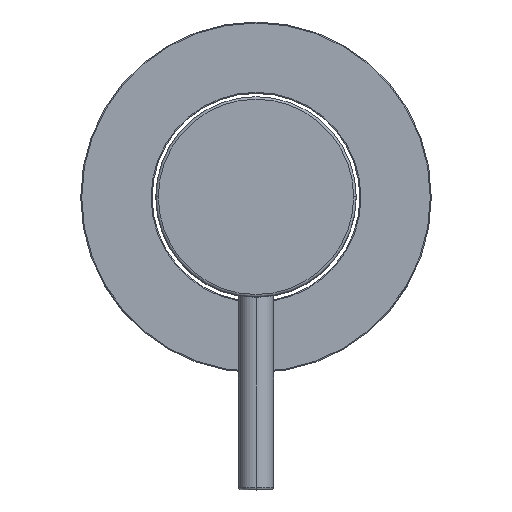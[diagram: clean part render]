
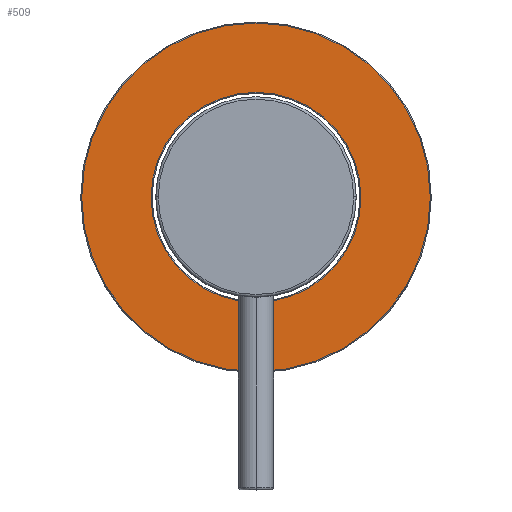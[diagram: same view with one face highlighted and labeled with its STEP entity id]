
A CAD part, top view. The second image highlights one B-rep face of the part: STEP entity #509.
In plain terms, the highlighted face is planar.
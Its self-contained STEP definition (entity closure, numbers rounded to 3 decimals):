
#12 = DIRECTION ( 'NONE',  ( 0., 0., -1. ) ) ;
#31 = CIRCLE ( 'NONE', #884, 20.95 ) ;
#74 = CIRCLE ( 'NONE', #3261, 34.8 ) ;
#123 = AXIS2_PLACEMENT_3D ( 'NONE', #3606, #2042, #1147 ) ;
#370 = VERTEX_POINT ( 'NONE', #3011 ) ;
#371 = EDGE_CURVE ( 'NONE', #370, #2520, #2383, .T. ) ;
#509 = ADVANCED_FACE ( 'NONE', ( #3710, #3425 ), #3076, .F. ) ;
#695 = DIRECTION ( 'NONE',  ( 1., 0., 0. ) ) ;
#788 = DIRECTION ( 'NONE',  ( 0., 0., -1. ) ) ;
#884 = AXIS2_PLACEMENT_3D ( 'NONE', #3953, #2743, #2972 ) ;
#1147 = DIRECTION ( 'NONE',  ( 1., 0., 0. ) ) ;
#1193 = EDGE_CURVE ( 'NONE', #2546, #2689, #3900, .T. ) ;
#1316 = CARTESIAN_POINT ( 'NONE',  ( 0., 0., 0. ) ) ;
#1409 = EDGE_CURVE ( 'NONE', #2689, #2546, #74, .T. ) ;
#1574 = DIRECTION ( 'NONE',  ( 1., 0., 0. ) ) ;
#1579 = CARTESIAN_POINT ( 'NONE',  ( 34.8, 0., 0. ) ) ;
#1904 = DIRECTION ( 'NONE',  ( 0., 0., 1. ) ) ;
#2021 = ORIENTED_EDGE ( 'NONE', *, *, #1409, .T. ) ;
#2042 = DIRECTION ( 'NONE',  ( 0., 0., 1. ) ) ;
#2164 = ORIENTED_EDGE ( 'NONE', *, *, #1193, .T. ) ;
#2357 = EDGE_LOOP ( 'NONE', ( #3602, #2537 ) ) ;
#2383 = CIRCLE ( 'NONE', #123, 20.95 ) ;
#2513 = CARTESIAN_POINT ( 'NONE',  ( 0., 0., 0. ) ) ;
#2520 = VERTEX_POINT ( 'NONE', #3758 ) ;
#2537 = ORIENTED_EDGE ( 'NONE', *, *, #371, .T. ) ;
#2546 = VERTEX_POINT ( 'NONE', #1579 ) ;
#2593 = DIRECTION ( 'NONE',  ( 1., 0., 0. ) ) ;
#2630 = CARTESIAN_POINT ( 'NONE',  ( 0., 0., 0. ) ) ;
#2689 = VERTEX_POINT ( 'NONE', #3363 ) ;
#2743 = DIRECTION ( 'NONE',  ( 0., 0., 1. ) ) ;
#2764 = EDGE_CURVE ( 'NONE', #2520, #370, #31, .T. ) ;
#2772 = AXIS2_PLACEMENT_3D ( 'NONE', #1316, #1904, #1574 ) ;
#2850 = EDGE_LOOP ( 'NONE', ( #2164, #2021 ) ) ;
#2972 = DIRECTION ( 'NONE',  ( 1., 0., 0. ) ) ;
#3011 = CARTESIAN_POINT ( 'NONE',  ( -20.95, 0., 0. ) ) ;
#3076 = PLANE ( 'NONE',  #2772 ) ;
#3261 = AXIS2_PLACEMENT_3D ( 'NONE', #2630, #788, #2593 ) ;
#3363 = CARTESIAN_POINT ( 'NONE',  ( -34.8, 0., 0. ) ) ;
#3425 = FACE_OUTER_BOUND ( 'NONE', #2850, .T. ) ;
#3602 = ORIENTED_EDGE ( 'NONE', *, *, #2764, .T. ) ;
#3606 = CARTESIAN_POINT ( 'NONE',  ( 0., 0., 0. ) ) ;
#3710 = FACE_BOUND ( 'NONE', #2357, .T. ) ;
#3758 = CARTESIAN_POINT ( 'NONE',  ( 20.95, 0., 0. ) ) ;
#3900 = CIRCLE ( 'NONE', #3968, 34.8 ) ;
#3953 = CARTESIAN_POINT ( 'NONE',  ( 0., 0., 0. ) ) ;
#3968 = AXIS2_PLACEMENT_3D ( 'NONE', #2513, #12, #695 ) ;
